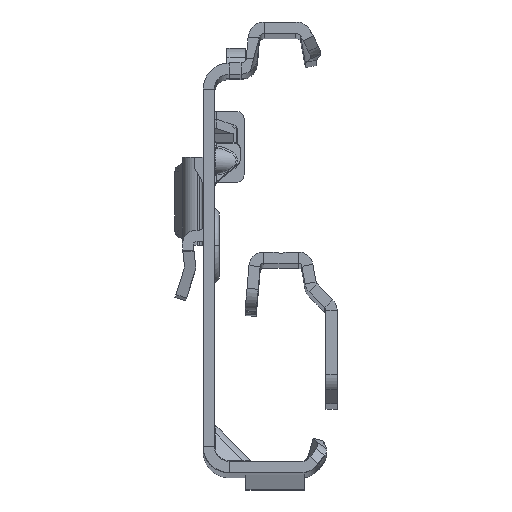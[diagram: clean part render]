
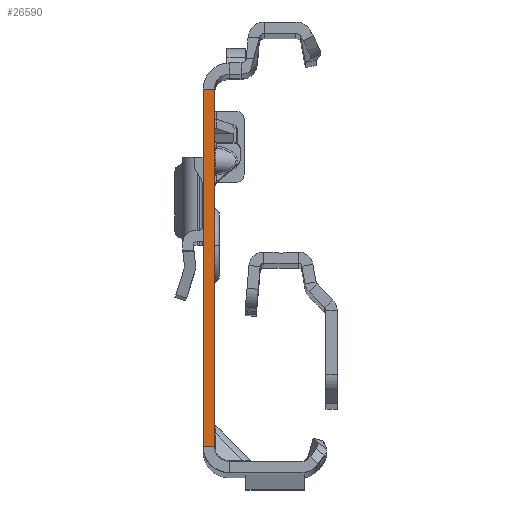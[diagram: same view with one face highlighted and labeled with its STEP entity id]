
A CAD part, top view. The second image highlights one B-rep face of the part: STEP entity #26590.
In plain terms, the highlighted planar face has unit normal (0, 0, 1).
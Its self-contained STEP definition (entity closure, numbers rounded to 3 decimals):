
#1683 = VECTOR ( 'NONE', #45388, 1000. ) ;
#3015 = EDGE_CURVE ( 'NONE', #54766, #40749, #28730, .T. ) ;
#3949 = CARTESIAN_POINT ( 'NONE',  ( 0., 22.135, 0. ) ) ;
#5234 = VECTOR ( 'NONE', #24939, 1000. ) ;
#5685 = DIRECTION ( 'NONE',  ( 0., 0., 1. ) ) ;
#8194 = CARTESIAN_POINT ( 'NONE',  ( -1.5, -27.865, 0. ) ) ;
#9752 = CARTESIAN_POINT ( 'NONE',  ( 0., -25.865, 0. ) ) ;
#13387 = EDGE_CURVE ( 'NONE', #39000, #40749, #41169, .T. ) ;
#14035 = CARTESIAN_POINT ( 'NONE',  ( -1.5, -27.865, 0. ) ) ;
#14711 = ORIENTED_EDGE ( 'NONE', *, *, #40271, .T. ) ;
#15669 = DIRECTION ( 'NONE',  ( -1., 0., 0. ) ) ;
#18231 = VERTEX_POINT ( 'NONE', #3949 ) ;
#24939 = DIRECTION ( 'NONE',  ( -1., 0., 0. ) ) ;
#26489 = FACE_OUTER_BOUND ( 'NONE', #34983, .T. ) ;
#26590 = ADVANCED_FACE ( 'NONE', ( #26489 ), #51784, .T. ) ;
#27586 = DIRECTION ( 'NONE',  ( 1., 0., 0. ) ) ;
#28730 = LINE ( 'NONE', #8194, #1683 ) ;
#29531 = CARTESIAN_POINT ( 'NONE',  ( 0., -25.865, 0. ) ) ;
#30647 = ORIENTED_EDGE ( 'NONE', *, *, #13387, .F. ) ;
#33188 = AXIS2_PLACEMENT_3D ( 'NONE', #14035, #5685, #27586 ) ;
#34983 = EDGE_LOOP ( 'NONE', ( #46842, #14711, #53213, #30647 ) ) ;
#35823 = EDGE_CURVE ( 'NONE', #18231, #39000, #37796, .T. ) ;
#37796 = LINE ( 'NONE', #46405, #54782 ) ;
#39000 = VERTEX_POINT ( 'NONE', #9752 ) ;
#40271 = EDGE_CURVE ( 'NONE', #18231, #54766, #49666, .T. ) ;
#40749 = VERTEX_POINT ( 'NONE', #43930 ) ;
#41169 = LINE ( 'NONE', #29531, #41579 ) ;
#41579 = VECTOR ( 'NONE', #15669, 1000. ) ;
#43930 = CARTESIAN_POINT ( 'NONE',  ( -1.5, -25.865, 0. ) ) ;
#45388 = DIRECTION ( 'NONE',  ( 0., -1., 0. ) ) ;
#45486 = CARTESIAN_POINT ( 'NONE',  ( 0., 22.135, 0. ) ) ;
#46405 = CARTESIAN_POINT ( 'NONE',  ( 0., -27.865, 0. ) ) ;
#46420 = CARTESIAN_POINT ( 'NONE',  ( -1.5, 22.135, 0. ) ) ;
#46842 = ORIENTED_EDGE ( 'NONE', *, *, #35823, .F. ) ;
#49666 = LINE ( 'NONE', #45486, #5234 ) ;
#51784 = PLANE ( 'NONE',  #33188 ) ;
#53213 = ORIENTED_EDGE ( 'NONE', *, *, #3015, .T. ) ;
#54483 = DIRECTION ( 'NONE',  ( 0., -1., 0. ) ) ;
#54766 = VERTEX_POINT ( 'NONE', #46420 ) ;
#54782 = VECTOR ( 'NONE', #54483, 1000. ) ;
